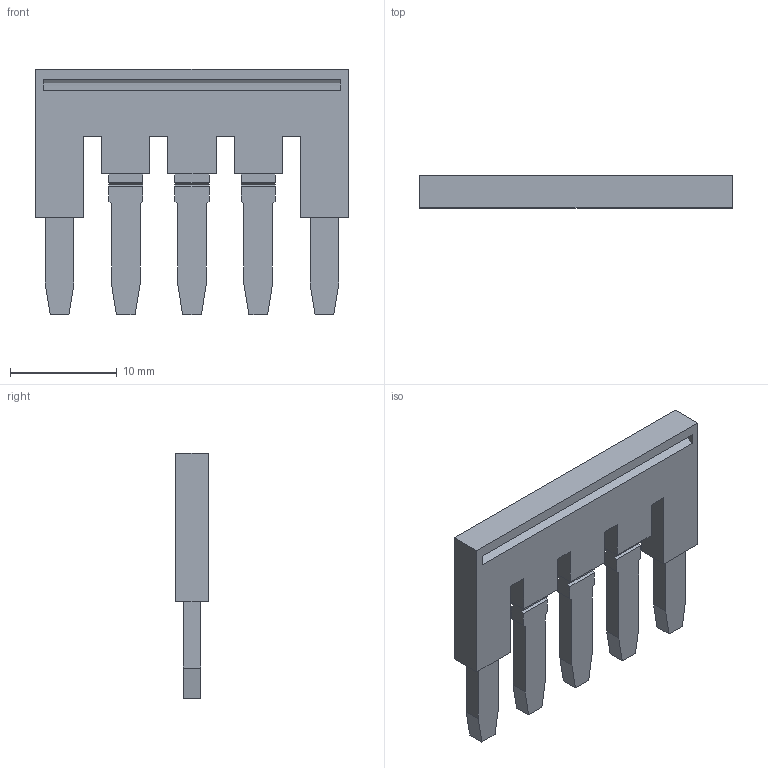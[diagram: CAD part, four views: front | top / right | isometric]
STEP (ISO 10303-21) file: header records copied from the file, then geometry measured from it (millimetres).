
FILE_DESCRIPTION(('HOOPS Exchange Step'),'2;1');
FILE_NAME('export-4F652B7E-F88F-4B23-940B-A0880F496D70.stp','2024-12-28T11:57:11+01:00',('Engineering'),('Alibre'),'HOOPS Exchange 2024.3','Alibre','Unknown authorisation');
FILE_SCHEMA( ('AP242_MANAGED_MODEL_BASED_3D_ENGINEERING_MIM_LF {1 0 10303 442 1 1 4 }') );
Length unit declared in the file: millimetre
Products named in the file (2): 1096-1 Plug-in bridge - FBS 5-6 BU - 3036961 (5-poles BLUE); 1096 Plug-in bridge - FBS 5-6 BU - 3036961 (5-poles BLUE)
Assembly tree (1 placements, depth 2):
  1096 Plug-in bridge - FBS 5-6 BU - 3036961 (5-poles BLUE)
    1096-1 Plug-in bridge - FBS 5-6 BU - 3036961 (5-poles BLUE)
Bounding box: 29.3 x 3 x 22.98 mm (x, y, z)
Volume: 1105.1 mm3; surface area: 1537.8 mm2
Topology: 1 solids, 1 shells, 97 faces, 264 edges, 176 vertices
Faces by surface type: plane 97
Entity records: 3201 total; most frequent: CARTESIAN_POINT 541, ORIENTED_EDGE 528, DIRECTION 466, VECTOR 264, LINE 264, EDGE_CURVE 264, VERTEX_POINT 176, EDGE_LOOP 104
